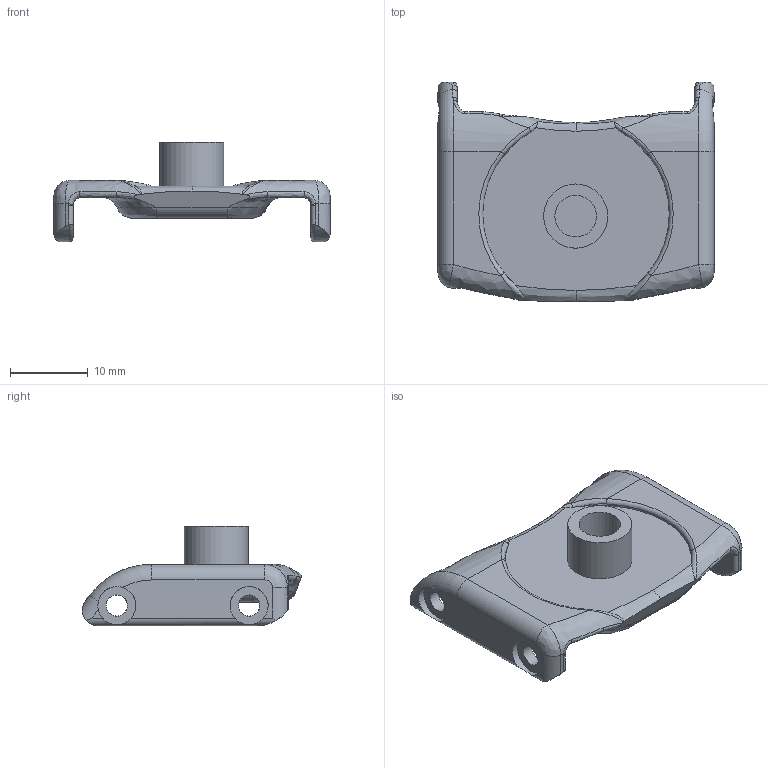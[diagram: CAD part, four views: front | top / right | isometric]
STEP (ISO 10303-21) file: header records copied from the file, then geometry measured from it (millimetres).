
FILE_DESCRIPTION(/* description */ (''),/* implementation_level */ '2;1');
FILE_NAME(/* name */ 'i101-Set_to_MX_link v3.step',/* time_stamp */ '2025-12-22T15:01:48+01:00',/* author */ (''),/* organization */ (''),/* preprocessor_version */ 'ST-DEVELOPER v20.1',/* originating_system */ 'Autodesk Translation Framework v14.21.0.0',/* authorisation */ '');
FILE_SCHEMA (('AUTOMOTIVE_DESIGN { 1 0 10303 214 3 1 1 }'));
Length unit declared in the file: millimetre
Products named in the file (1): FusionComponent
Bounding box: 35.5 x 28.22 x 12.83 mm (x, y, z)
Volume: 3168.3 mm3; surface area: 2754.7 mm2
Topology: 1 solids, 1 shells, 130 faces, 319 edges, 191 vertices
Faces by surface type: bspline 48, cylinder 41, plane 21, torus 14, cone 4, sphere 2
Full cylindrical faces by diameter (mm): 2.7 x4, 4.9 x4, 5.353 x1, 8.25 x1
Entity records: 6909 total; most frequent: CARTESIAN_POINT 4142, ORIENTED_EDGE 634, DIRECTION 497, EDGE_CURVE 317, AXIS2_PLACEMENT_3D 215, VERTEX_POINT 191, EDGE_LOOP 140, FACE_OUTER_BOUND 130
